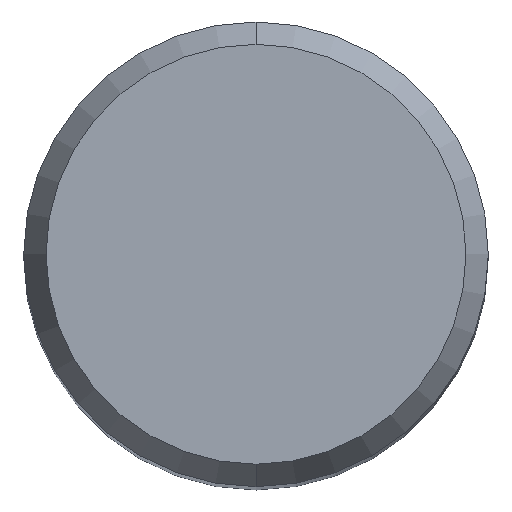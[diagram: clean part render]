
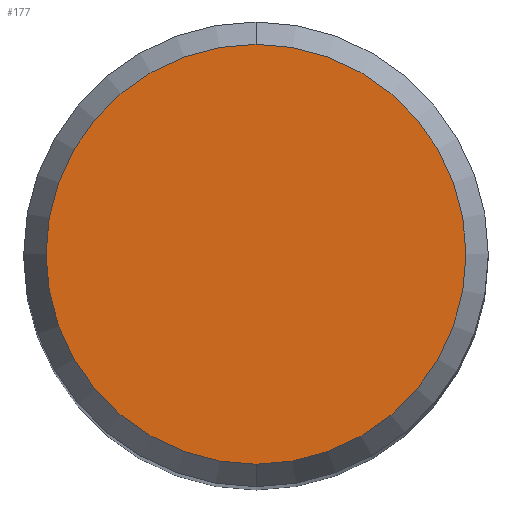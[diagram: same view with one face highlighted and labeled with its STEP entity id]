
A CAD part, top view. The second image highlights one B-rep face of the part: STEP entity #177.
In plain terms, the highlighted planar face has unit normal (0, 0, 1).
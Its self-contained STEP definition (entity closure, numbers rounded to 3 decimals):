
#93=EDGE_CURVE('',#143,#159,#221,.T.);
#143=VERTEX_POINT('',#275);
#159=VERTEX_POINT('',#293);
#177=ADVANCED_FACE('',(#314),#315,.T.);
#185=EDGE_CURVE('',#159,#143,#324,.T.);
#221=CIRCLE('',#355,4.304);
#275=CARTESIAN_POINT('',(0.,-4.304,0.01));
#293=CARTESIAN_POINT('',(0.0,4.304,0.01));
#314=FACE_OUTER_BOUND('',#476,.T.);
#315=PLANE('',#477);
#324=CIRCLE('',#487,4.304);
#355=AXIS2_PLACEMENT_3D('',#509,#510,#511);
#476=EDGE_LOOP('',(#626,#627));
#477=AXIS2_PLACEMENT_3D('',#628,#629,#630);
#487=AXIS2_PLACEMENT_3D('',#639,#640,#641);
#509=CARTESIAN_POINT('',(0.0,0.0,0.01));
#510=DIRECTION('',(0.0,0.0,-1.0));
#511=DIRECTION('',(0.0,1.0,0.0));
#626=ORIENTED_EDGE('',*,*,#185,.F.);
#627=ORIENTED_EDGE('',*,*,#93,.F.);
#628=CARTESIAN_POINT('',(0.0,2.152,0.01));
#629=DIRECTION('',(-0.0,0.0,1.0));
#630=DIRECTION('',(0.0,-1.0,0.0));
#639=CARTESIAN_POINT('',(0.0,0.0,0.01));
#640=DIRECTION('',(0.0,0.0,-1.0));
#641=DIRECTION('',(0.0,1.0,0.0));
